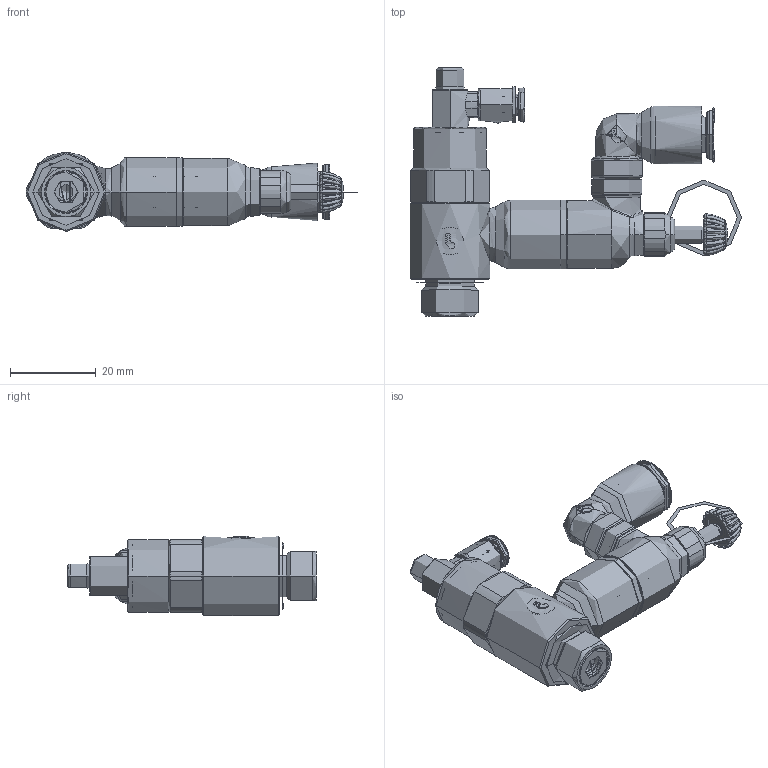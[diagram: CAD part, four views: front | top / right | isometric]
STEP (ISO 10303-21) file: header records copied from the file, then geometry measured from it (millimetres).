
FILE_DESCRIPTION(('STEP AP214'),'1');
FILE_NAME('7894_08_13.stp','2016-07-07T14:56:34',('TraceParts'),('TraceParts S.A.'),'Spatial InterOp 3D',' ',' ');
FILE_SCHEMA(('automotive_design'));
Length unit declared in the file: millimetre
Products named in the file (48): w894-08-13_asm|42101-PURGE_ASM_179#42101-PURGE_ASM|44104-64_ASM_177#44104-64_ASM|44104-26_173#44104-26;Solide1; w894-08-13_asm|42101-PURGE_ASM_179#42101-PURGE_ASM|44104-64_ASM_177#44104-64_ASM|44104_174#44104;Solide1; w894-08-13_asm|42101-PURGE_ASM_179#42101-PURGE_ASM|44104-64_ASM_177#44104-64_ASM|44104-27_175#44104-27;Solide1; w894-08-13_asm|42101-PURGE_ASM_179#42101-PURGE_ASM|44104-64_ASM_177#44104-64_ASM|44124-20_176#44124-20;Solide1; w894-08-13_asm|42101-PURGE_ASM_179#42101-PURGE_ASM|42101-10_SERTI_165#42101-10_SERTI;Solide1; w894-08-13_asm|42101-PURGE_ASM_179#42101-PURGE_ASM|42101-11_166#42101-11;Solide1; w894-08-13_asm|42101-PURGE_ASM_179#42101-PURGE_ASM|42101-12_167#42101-12;Solide1; w894-08-13_asm|42101-PURGE_ASM_179#42101-PURGE_ASM|42101-13_168#42101-13;Solide1; w894-08-13_asm|42101-PURGE_ASM_179#42101-PURGE_ASM|24116_ASM_D3-9_D2-4_LG1-4_169#24116_ASM_D3-9_D2-4_LG1-4;Solide1; w894-08-13_asm|42101-PURGE_ASM_179#42101-PURGE_ASM|32785_170#32785;Solide1; w894-08-13_asm|42101-PURGE_ASM_179#42101-PURGE_ASM|23800-D6_8-D5_3-LG1_3_171#23800-D6_8-D5_3-LG1_3;Solide1; w894-08-13_asm|42101-PURGE_ASM_179#42101-PURGE_ASM|23800-D6_95-D5_5-LG1_2_172#23800-D6_95-D5_5-LG1_2;Solide1; w894-08-13_asm|42101-PURGE_ASM_179#42101-PURGE_ASM|44104-12-ASM_178#44104-12-ASM;Solide1; w894-08-13_asm|42101-30_ASM_204#42101-30_ASM|45110_ASM_188#45110_ASM|45140-10_185#45140-10;Solide1; w894-08-13_asm|42101-30_ASM_204#42101-30_ASM|45110_ASM_188#45110_ASM|24028-ASM_186#24028-ASM;Solide1; w894-08-13_asm|42101-30_ASM_204#42101-30_ASM|45110_ASM_188#45110_ASM|45150-10_187#45150-10;Solide1; w894-08-13_asm|42101-30_ASM_204#42101-30_ASM|44108-21_ASM_201#44108-21_ASM|44108-32_198#44108-32;Solide1; w894-08-13_asm|42101-30_ASM_204#42101-30_ASM|44108-21_ASM_201#44108-21_ASM|44108-30_199#44108-30;Solide1; w894-08-13_asm|42101-30_ASM_204#42101-30_ASM|44108-21_ASM_201#44108-21_ASM|44108_200#44108;Solide1; w894-08-13_asm|42101-30_ASM_204#42101-30_ASM|45140-33-REG-POUR-CARP_181#45140-33-REG-POUR-CARP;Solide1; w894-08-13_asm|42101-30_ASM_204#42101-30_ASM|45150-20_182#45150-20;Solide1; w894-08-13_asm|42101-30_ASM_204#42101-30_ASM|38961_183#38961;Solide1; w894-08-13_asm|42101-30_ASM_204#42101-30_ASM|23306-ASM-D14-3_D11-3_LG2-1_184#23306-ASM-D14-3_D11-3_LG2-1;Solide1; w894-08-13_asm|42101-30_ASM_204#42101-30_ASM|45150-30_189#45150-30;Solide1; w894-08-13_asm|42101-30_ASM_204#42101-30_ASM|24039-ASM_190#24039-ASM;Solide1; w894-08-13_asm|42101-30_ASM_204#42101-30_ASM|23438_ASM_DAR3_LG1-9_191#23438_ASM_DAR3_LG1-9;Solide1; w894-08-13_asm|42101-30_ASM_204#42101-30_ASM|45561_192#45561;Solide1; w894-08-13_asm|42101-30_ASM_204#42101-30_ASM|24014_ASM_D9-7_D8-1_LG1-55_193#24014_ASM_D9-7_D8-1_LG1-55;Solide1; w894-08-13_asm|42101-30_ASM_204#42101-30_ASM|45150-40_194#45150-40;Solide1; w894-08-13_asm|42101-30_ASM_204#42101-30_ASM|45140-20_195#45140-20;Solide1; w894-08-13_asm|42101-30_ASM_204#42101-30_ASM|44508-01_196#44508-01;Solide1; w894-08-13_asm|42101-30_ASM_204#42101-30_ASM|44108-12-ASM_197#44108-12-ASM;Solide1; w894-08-13_asm|42101-30_ASM_204#42101-30_ASM|44108-40_202#44108-40;Solide1; w894-08-13_asm|42101-30_ASM_204#42101-30_ASM|23976_D7_D8-45_LG1-40_203#23976_D7_D8-45_LG1-40;Solide1; w894-08-13_asm|D6122-42101-01_AF2_153#D6122-42101-01_AF2;Solide1; w894-08-13_asm|42101-02_AF2_154#42101-02_AF2;Solide1; w894-08-13_asm|42101-03_AF2_155#42101-03_AF2;Solide1; w894-08-13_asm|D6122-42101-04_156#D6122-42101-04;Solide1; w894-08-13_asm|42101-05_AF2_157#42101-05_AF2;Solide1; w894-08-13_asm|42101-06_AF2_158#42101-06_AF2;Solide1 ...
Bounding box: 77.31 x 57.9 x 18.5 mm (x, y, z)
Volume: 16361.2 mm3; surface area: 26677.2 mm2
Topology: 48 solids, 48 shells, 3132 faces, 8068 edges, 5060 vertices
Faces by surface type: plane 916, cylinder 740, torus 617, cone 438, bspline 334, sphere 87
Entity records: 153759 total; most frequent: CARTESIAN_POINT 51677, DIRECTION 16266, ORIENTED_EDGE 16028, EDGE_CURVE 8014, AXIS2_PLACEMENT_3D 6572, VERTEX_POINT 5060, CIRCLE 3557, EDGE_LOOP 3342
